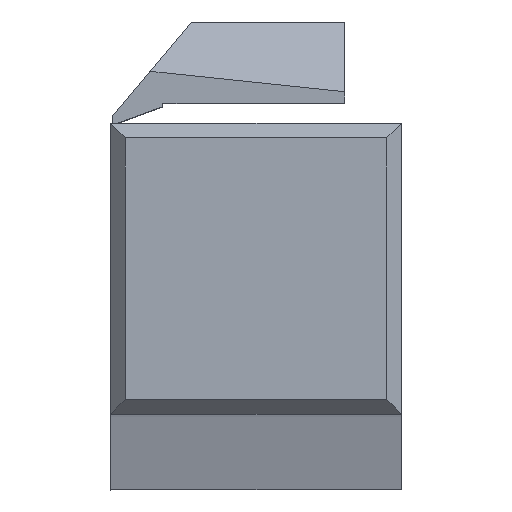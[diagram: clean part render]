
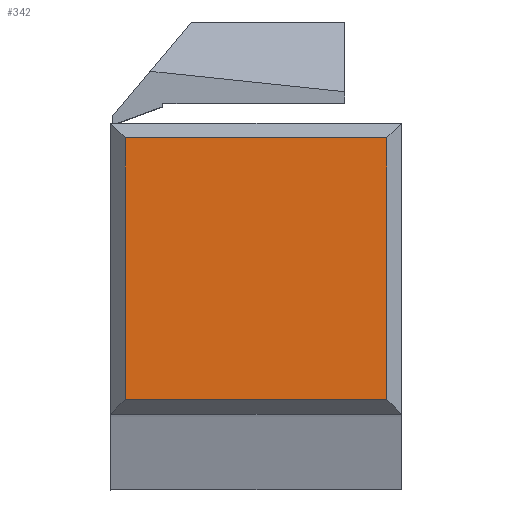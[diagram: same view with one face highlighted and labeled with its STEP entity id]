
A CAD part, top view. The second image highlights one B-rep face of the part: STEP entity #342.
In plain terms, the highlighted planar face has unit normal (0, 0, 1).
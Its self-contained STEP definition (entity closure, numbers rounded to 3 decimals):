
#29 = PLANE ( 'NONE',  #94 ) ;
#33 = VECTOR ( 'NONE', #459, 1000. ) ;
#94 = AXIS2_PLACEMENT_3D ( 'NONE', #1024, #121, #723 ) ;
#97 = CARTESIAN_POINT ( 'NONE',  ( -20., 19., 0. ) ) ;
#121 = DIRECTION ( 'NONE',  ( 0., 0., -1. ) ) ;
#172 = VERTEX_POINT ( 'NONE', #177 ) ;
#177 = CARTESIAN_POINT ( 'NONE',  ( -1., 19., 0. ) ) ;
#186 = EDGE_LOOP ( 'NONE', ( #527, #516, #513, #505 ) ) ;
#208 = VECTOR ( 'NONE', #876, 1000. ) ;
#224 = VERTEX_POINT ( 'NONE', #273 ) ;
#233 = LINE ( 'NONE', #297, #208 ) ;
#261 = VECTOR ( 'NONE', #695, 1000. ) ;
#273 = CARTESIAN_POINT ( 'NONE',  ( -19., 1., 0. ) ) ;
#294 = LINE ( 'NONE', #616, #261 ) ;
#297 = CARTESIAN_POINT ( 'NONE',  ( -1., 20., 0. ) ) ;
#342 = ADVANCED_FACE ( 'NONE', ( #891 ), #29, .F. ) ;
#459 = DIRECTION ( 'NONE',  ( -1., 0., 0. ) ) ;
#476 = EDGE_CURVE ( 'NONE', #687, #224, #610, .T. ) ;
#505 = ORIENTED_EDGE ( 'NONE', *, *, #907, .T. ) ;
#513 = ORIENTED_EDGE ( 'NONE', *, *, #697, .T. ) ;
#516 = ORIENTED_EDGE ( 'NONE', *, *, #476, .T. ) ;
#527 = ORIENTED_EDGE ( 'NONE', *, *, #778, .T. ) ;
#578 = DIRECTION ( 'NONE',  ( 0., -1., 0. ) ) ;
#607 = VECTOR ( 'NONE', #578, 1000. ) ;
#610 = LINE ( 'NONE', #1037, #607 ) ;
#616 = CARTESIAN_POINT ( 'NONE',  ( 0., 1., 0. ) ) ;
#687 = VERTEX_POINT ( 'NONE', #998 ) ;
#695 = DIRECTION ( 'NONE',  ( 1., 0., 0. ) ) ;
#697 = EDGE_CURVE ( 'NONE', #224, #976, #294, .T. ) ;
#723 = DIRECTION ( 'NONE',  ( -1., 0., 0. ) ) ;
#778 = EDGE_CURVE ( 'NONE', #172, #687, #852, .T. ) ;
#852 = LINE ( 'NONE', #97, #33 ) ;
#876 = DIRECTION ( 'NONE',  ( 0., 1., 0. ) ) ;
#891 = FACE_OUTER_BOUND ( 'NONE', #186, .T. ) ;
#907 = EDGE_CURVE ( 'NONE', #976, #172, #233, .T. ) ;
#959 = CARTESIAN_POINT ( 'NONE',  ( -1., 1., 0. ) ) ;
#976 = VERTEX_POINT ( 'NONE', #959 ) ;
#998 = CARTESIAN_POINT ( 'NONE',  ( -19., 19., 0. ) ) ;
#1024 = CARTESIAN_POINT ( 'NONE',  ( 0., 0., 0. ) ) ;
#1037 = CARTESIAN_POINT ( 'NONE',  ( -19., 0., 0. ) ) ;
